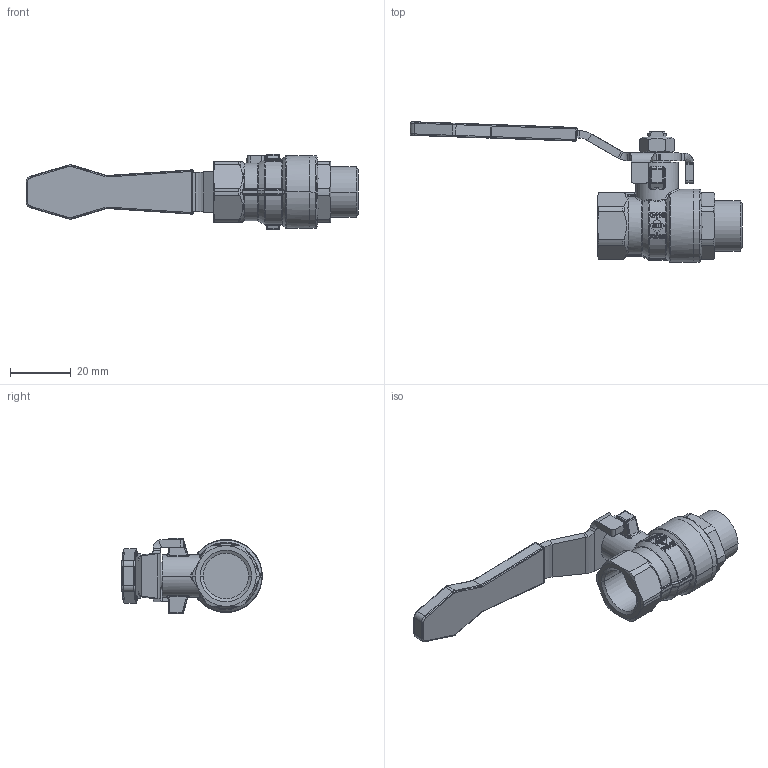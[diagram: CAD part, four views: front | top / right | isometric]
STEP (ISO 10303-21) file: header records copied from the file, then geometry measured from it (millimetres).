
FILE_DESCRIPTION(('STEP AP242'),'1');
FILE_NAME('0020044011010.stp','2024-07-30T08:46:19',('TraceParts'),('TraceParts S.A.'),'Spatial InterOp 3D',' ',' ');
FILE_SCHEMA(('AP242_MANAGED_MODEL_BASED_3D_ENGINEERING_MIM_LF {1 0 10303 442 1 1 4}'));
Length unit declared in the file: millimetre
Products named in the file (1): 0020044011010
Bounding box: 109.35 x 46.31 x 25 mm (x, y, z)
Volume: 20595 mm3; surface area: 9515.9 mm2
Topology: 1 solids, 1 shells, 1108 faces, 2898 edges, 1866 vertices
Faces by surface type: plane 443, bspline 310, cylinder 242, cone 45, torus 44, sphere 24
Entity records: 49079 total; most frequent: CARTESIAN_POINT 14988, ORIENTED_EDGE 5776, DIRECTION 4357, EDGE_CURVE 2888, VERTEX_POINT 1866, LINE 1463, VECTOR 1463, AXIS2_PLACEMENT_3D 1447
